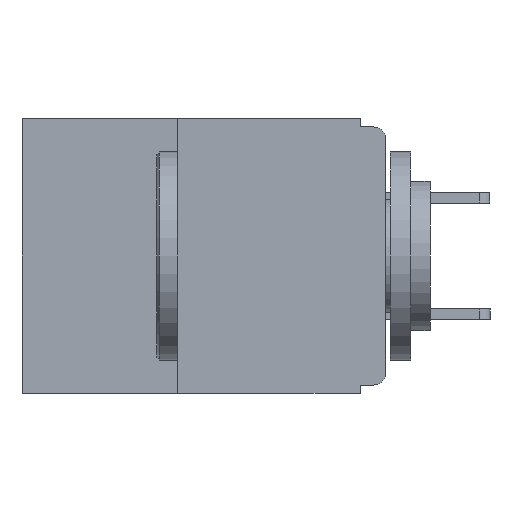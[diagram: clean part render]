
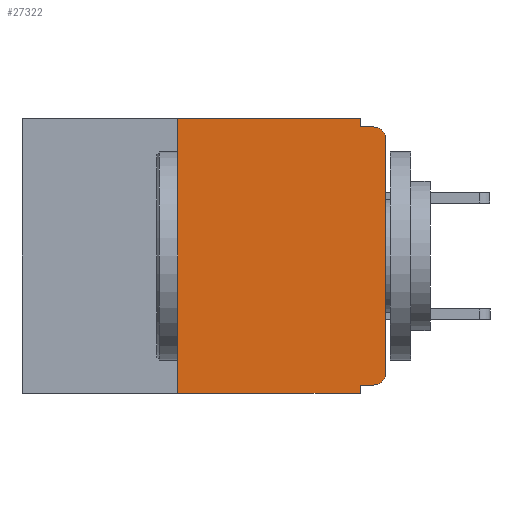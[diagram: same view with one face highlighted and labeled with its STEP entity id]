
A CAD part, left-side view. The second image highlights one B-rep face of the part: STEP entity #27322.
In plain terms, the highlighted planar face has unit normal (-1, 0, 0).
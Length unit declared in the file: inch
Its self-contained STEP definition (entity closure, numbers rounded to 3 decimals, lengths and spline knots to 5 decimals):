
#842 = CARTESIAN_POINT ( 'NONE',  ( 0., 0.437, 0. ) ) ;
#1178 = CIRCLE ( 'NONE', #21705, 0.015 ) ;
#1334 = ORIENTED_EDGE ( 'NONE', *, *, #3776, .F. ) ;
#1608 = CARTESIAN_POINT ( 'NONE',  ( 0., 0.031, 0. ) ) ;
#2049 = VERTEX_POINT ( 'NONE', #12048 ) ;
#2259 = LINE ( 'NONE', #2979, #6913 ) ;
#2601 = DIRECTION ( 'NONE',  ( 0., 0., -1. ) ) ;
#2613 = CARTESIAN_POINT ( 'NONE',  ( 0., 0., 0. ) ) ;
#2974 = VECTOR ( 'NONE', #12916, 39.37008 ) ;
#2979 = CARTESIAN_POINT ( 'NONE',  ( 0., 0.031, -0.33 ) ) ;
#3207 = CARTESIAN_POINT ( 'NONE',  ( 0., 0.015, -0.32 ) ) ;
#3287 = VERTEX_POINT ( 'NONE', #6775 ) ;
#3619 = CARTESIAN_POINT ( 'NONE',  ( 0., 0., -0.025 ) ) ;
#3625 = LINE ( 'NONE', #1608, #24803 ) ;
#3776 = EDGE_CURVE ( 'NONE', #26834, #3287, #5560, .T. ) ;
#3942 = DIRECTION ( 'NONE',  ( 0., -1., 0. ) ) ;
#3972 = DIRECTION ( 'NONE',  ( 0., 0., -1. ) ) ;
#4711 = ORIENTED_EDGE ( 'NONE', *, *, #21297, .T. ) ;
#4813 = DIRECTION ( 'NONE',  ( 0., 0., 1. ) ) ;
#5430 = DIRECTION ( 'NONE',  ( 0., -1., 0. ) ) ;
#5498 = VERTEX_POINT ( 'NONE', #19865 ) ;
#5560 = LINE ( 'NONE', #19025, #27796 ) ;
#5716 = ORIENTED_EDGE ( 'NONE', *, *, #27106, .T. ) ;
#6289 = CARTESIAN_POINT ( 'NONE',  ( 0., 0., -0.01 ) ) ;
#6321 = EDGE_CURVE ( 'NONE', #3287, #8184, #2259, .T. ) ;
#6775 = CARTESIAN_POINT ( 'NONE',  ( 0., 0.031, -0.32 ) ) ;
#6913 = VECTOR ( 'NONE', #2601, 39.37008 ) ;
#7798 = VECTOR ( 'NONE', #9862, 39.37008 ) ;
#7857 = ORIENTED_EDGE ( 'NONE', *, *, #25754, .F. ) ;
#8116 = ORIENTED_EDGE ( 'NONE', *, *, #9721, .T. ) ;
#8184 = VERTEX_POINT ( 'NONE', #15984 ) ;
#8331 = CIRCLE ( 'NONE', #21665, 0.015 ) ;
#8510 = CARTESIAN_POINT ( 'NONE',  ( 0., 0.25, -0.33 ) ) ;
#8691 = VERTEX_POINT ( 'NONE', #8510 ) ;
#9233 = DIRECTION ( 'NONE',  ( 0., 1., 0. ) ) ;
#9461 = DIRECTION ( 'NONE',  ( 1., 0., 0. ) ) ;
#9526 = CARTESIAN_POINT ( 'NONE',  ( 0., 0.015, -0.305 ) ) ;
#9721 = EDGE_CURVE ( 'NONE', #26834, #16365, #1178, .T. ) ;
#9862 = DIRECTION ( 'NONE',  ( 0., -1., 0. ) ) ;
#10721 = CARTESIAN_POINT ( 'NONE',  ( 0., 0.25, -0.33 ) ) ;
#11591 = VERTEX_POINT ( 'NONE', #13446 ) ;
#11716 = DIRECTION ( 'NONE',  ( 0., 0., -1. ) ) ;
#12048 = CARTESIAN_POINT ( 'NONE',  ( 0., 0.031, -0.01 ) ) ;
#12301 = VERTEX_POINT ( 'NONE', #3619 ) ;
#12780 = EDGE_CURVE ( 'NONE', #8691, #8184, #24978, .T. ) ;
#12810 = EDGE_CURVE ( 'NONE', #5498, #11591, #24331, .T. ) ;
#12913 = ORIENTED_EDGE ( 'NONE', *, *, #21148, .F. ) ;
#12916 = DIRECTION ( 'NONE',  ( 0., 0., 1. ) ) ;
#12938 = VECTOR ( 'NONE', #5430, 39.37008 ) ;
#13113 = CARTESIAN_POINT ( 'NONE',  ( 0., 0.015, -0.025 ) ) ;
#13446 = CARTESIAN_POINT ( 'NONE',  ( 0., 0.031, 0. ) ) ;
#13531 = ORIENTED_EDGE ( 'NONE', *, *, #15760, .F. ) ;
#13603 = ORIENTED_EDGE ( 'NONE', *, *, #12810, .F. ) ;
#13760 = PLANE ( 'NONE',  #18232 ) ;
#15094 = EDGE_LOOP ( 'NONE', ( #4711, #5716, #7857, #12913, #13603, #13531, #18618, #22311, #1334, #8116 ) ) ;
#15273 = DIRECTION ( 'NONE',  ( 0., 0., -1. ) ) ;
#15760 = EDGE_CURVE ( 'NONE', #8691, #5498, #21265, .T. ) ;
#15865 = VECTOR ( 'NONE', #3942, 39.37008 ) ;
#15984 = CARTESIAN_POINT ( 'NONE',  ( 0., 0.031, -0.33 ) ) ;
#16365 = VERTEX_POINT ( 'NONE', #16952 ) ;
#16536 = LINE ( 'NONE', #6289, #15865 ) ;
#16952 = CARTESIAN_POINT ( 'NONE',  ( 0., 0., -0.305 ) ) ;
#18232 = AXIS2_PLACEMENT_3D ( 'NONE', #26405, #9461, #24504 ) ;
#18618 = ORIENTED_EDGE ( 'NONE', *, *, #12780, .T. ) ;
#19025 = CARTESIAN_POINT ( 'NONE',  ( 0., 0., -0.32 ) ) ;
#19523 = FACE_OUTER_BOUND ( 'NONE', #15094, .T. ) ;
#19865 = CARTESIAN_POINT ( 'NONE',  ( 0., 0.25, 0. ) ) ;
#20686 = CARTESIAN_POINT ( 'NONE',  ( 0., 0.437, -0.33 ) ) ;
#20886 = VECTOR ( 'NONE', #4813, 39.37008 ) ;
#21148 = EDGE_CURVE ( 'NONE', #11591, #2049, #3625, .T. ) ;
#21209 = VERTEX_POINT ( 'NONE', #22163 ) ;
#21265 = LINE ( 'NONE', #10721, #2974 ) ;
#21297 = EDGE_CURVE ( 'NONE', #16365, #12301, #22226, .T. ) ;
#21665 = AXIS2_PLACEMENT_3D ( 'NONE', #13113, #27933, #15273 ) ;
#21705 = AXIS2_PLACEMENT_3D ( 'NONE', #9526, #24560, #11716 ) ;
#22163 = CARTESIAN_POINT ( 'NONE',  ( 0., 0.015, -0.01 ) ) ;
#22226 = LINE ( 'NONE', #2613, #20886 ) ;
#22311 = ORIENTED_EDGE ( 'NONE', *, *, #6321, .F. ) ;
#24331 = LINE ( 'NONE', #842, #12938 ) ;
#24504 = DIRECTION ( 'NONE',  ( 0., 0., -1. ) ) ;
#24560 = DIRECTION ( 'NONE',  ( -1., 0., 0. ) ) ;
#24803 = VECTOR ( 'NONE', #3972, 39.37008 ) ;
#24978 = LINE ( 'NONE', #20686, #7798 ) ;
#25754 = EDGE_CURVE ( 'NONE', #2049, #21209, #16536, .T. ) ;
#26405 = CARTESIAN_POINT ( 'NONE',  ( 0., 0.437, 0. ) ) ;
#26834 = VERTEX_POINT ( 'NONE', #3207 ) ;
#27106 = EDGE_CURVE ( 'NONE', #12301, #21209, #8331, .T. ) ;
#27322 = ADVANCED_FACE ( 'NONE', ( #19523 ), #13760, .F. ) ;
#27796 = VECTOR ( 'NONE', #9233, 39.37008 ) ;
#27933 = DIRECTION ( 'NONE',  ( -1., 0., 0. ) ) ;
